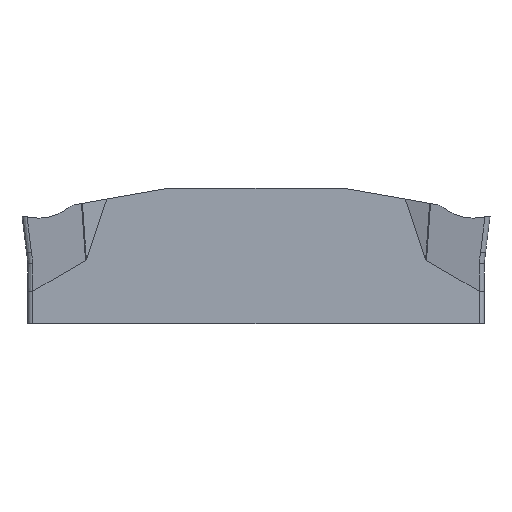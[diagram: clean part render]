
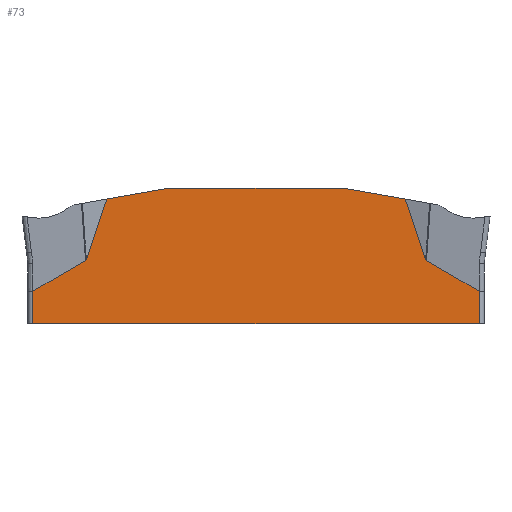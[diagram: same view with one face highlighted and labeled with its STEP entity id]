
A CAD part, left-side view. The second image highlights one B-rep face of the part: STEP entity #73.
In plain terms, the highlighted planar face has unit normal (-1, 0, 0).
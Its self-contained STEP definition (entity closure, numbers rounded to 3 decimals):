
#73=ADVANCED_FACE('SIDE_IB_1_SU5',(#139),#119,.F.);
#119=PLANE('',#878);
#139=FACE_OUTER_BOUND('',#185,.T.);
#185=EDGE_LOOP('',(#287,#288,#289,#290,#291,#292,#293,#294,#295,#296,#297,
#298,#299,#300));
#231=B_SPLINE_CURVE_WITH_KNOTS('',3,(#1127,#1128,#1129,#1130,#1131,#1132,
#1133,#1134,#1135,#1136,#1137,#1138,#1139),.UNSPECIFIED.,.F.,.F.,(4,3,3,
3,4),(0.,0.481,0.733,0.957,1.),
 .UNSPECIFIED.);
#232=B_SPLINE_CURVE_WITH_KNOTS('',3,(#1143,#1144,#1145,#1146,#1147,#1148,
#1149),.UNSPECIFIED.,.F.,.F.,(4,3,4),(0.,0.643,1.),
 .UNSPECIFIED.);
#233=B_SPLINE_CURVE_WITH_KNOTS('',3,(#1157,#1158,#1159,#1160,#1161,#1162,
#1163),.UNSPECIFIED.,.F.,.F.,(4,3,4),(0.,0.642,1.),
 .UNSPECIFIED.);
#234=B_SPLINE_CURVE_WITH_KNOTS('',3,(#1167,#1168,#1169,#1170,#1171,#1172,
#1173,#1174,#1175,#1176),.UNSPECIFIED.,.F.,.F.,(4,3,3,4),(0.,0.235,
0.519,1.),.UNSPECIFIED.);
#287=ORIENTED_EDGE('',*,*,#615,.F.);
#288=ORIENTED_EDGE('',*,*,#616,.T.);
#289=ORIENTED_EDGE('',*,*,#617,.T.);
#290=ORIENTED_EDGE('',*,*,#618,.T.);
#291=ORIENTED_EDGE('',*,*,#619,.T.);
#292=ORIENTED_EDGE('',*,*,#620,.T.);
#293=ORIENTED_EDGE('',*,*,#621,.T.);
#294=ORIENTED_EDGE('',*,*,#622,.F.);
#295=ORIENTED_EDGE('',*,*,#623,.T.);
#296=ORIENTED_EDGE('',*,*,#624,.T.);
#297=ORIENTED_EDGE('',*,*,#625,.T.);
#298=ORIENTED_EDGE('',*,*,#626,.T.);
#299=ORIENTED_EDGE('',*,*,#627,.T.);
#300=ORIENTED_EDGE('',*,*,#628,.T.);
#535=VERTEX_POINT('',#1121);
#536=VERTEX_POINT('',#1122);
#537=VERTEX_POINT('',#1124);
#538=VERTEX_POINT('',#1126);
#539=VERTEX_POINT('',#1140);
#540=VERTEX_POINT('',#1142);
#541=VERTEX_POINT('',#1150);
#542=VERTEX_POINT('',#1152);
#543=VERTEX_POINT('',#1154);
#544=VERTEX_POINT('',#1156);
#545=VERTEX_POINT('',#1164);
#546=VERTEX_POINT('',#1166);
#547=VERTEX_POINT('',#1177);
#548=VERTEX_POINT('',#1179);
#615=EDGE_CURVE('',#535,#536,#739,.T.);
#616=EDGE_CURVE('',#535,#537,#740,.T.);
#617=EDGE_CURVE('',#537,#538,#741,.T.);
#618=EDGE_CURVE('',#538,#539,#231,.T.);
#619=EDGE_CURVE('',#539,#540,#742,.T.);
#620=EDGE_CURVE('',#540,#541,#232,.T.);
#621=EDGE_CURVE('',#541,#542,#743,.T.);
#622=EDGE_CURVE('',#543,#542,#744,.T.);
#623=EDGE_CURVE('',#543,#544,#745,.T.);
#624=EDGE_CURVE('',#544,#545,#233,.T.);
#625=EDGE_CURVE('',#545,#546,#746,.T.);
#626=EDGE_CURVE('',#546,#547,#234,.T.);
#627=EDGE_CURVE('',#547,#548,#747,.T.);
#628=EDGE_CURVE('',#548,#536,#748,.T.);
#739=LINE('',#1120,#791);
#740=LINE('',#1123,#792);
#741=LINE('',#1125,#793);
#742=LINE('',#1141,#794);
#743=LINE('',#1151,#795);
#744=LINE('',#1153,#796);
#745=LINE('',#1155,#797);
#746=LINE('',#1165,#798);
#747=LINE('',#1178,#799);
#748=LINE('',#1180,#800);
#791=VECTOR('',#924,1.);
#792=VECTOR('',#925,1.);
#793=VECTOR('',#926,1.);
#794=VECTOR('',#927,1.);
#795=VECTOR('',#928,1.);
#796=VECTOR('',#929,1.);
#797=VECTOR('',#930,1.);
#798=VECTOR('',#931,1.);
#799=VECTOR('',#932,1.);
#800=VECTOR('',#933,1.);
#878=AXIS2_PLACEMENT_3D('',#1181,#934,#935);
#924=DIRECTION('',(0.,-1.,0.));
#925=DIRECTION('',(0.,0.985,-0.174));
#926=DIRECTION('',(0.,0.32,-0.947));
#927=DIRECTION('',(0.,0.865,-0.502));
#928=DIRECTION('',(0.,0.,-1.));
#929=DIRECTION('',(0.,1.,0.));
#930=DIRECTION('',(0.,0.,1.));
#931=DIRECTION('',(0.,0.865,0.502));
#932=DIRECTION('',(0.,0.32,0.947));
#933=DIRECTION('',(0.,0.985,0.174));
#934=DIRECTION('',(1.,0.,0.));
#935=DIRECTION('',(0.,0.,-1.));
#1120=CARTESIAN_POINT('',(-1.15,0.,1.192));
#1121=CARTESIAN_POINT('',(-1.15,3.772,1.192));
#1122=CARTESIAN_POINT('',(-1.15,-3.772,1.192));
#1123=CARTESIAN_POINT('',(-1.15,0.318,1.802));
#1124=CARTESIAN_POINT('',(-1.15,6.38,0.732));
#1125=CARTESIAN_POINT('',(-1.15,5.948,2.011));
#1126=CARTESIAN_POINT('',(-1.15,7.249,-1.838));
#1127=CARTESIAN_POINT('',(-1.15,7.249,-1.838));
#1128=CARTESIAN_POINT('',(-1.15,7.253,-1.849));
#1129=CARTESIAN_POINT('',(-1.15,7.257,-1.859));
#1130=CARTESIAN_POINT('',(-1.15,7.262,-1.869));
#1131=CARTESIAN_POINT('',(-1.15,7.265,-1.874));
#1132=CARTESIAN_POINT('',(-1.15,7.268,-1.88));
#1133=CARTESIAN_POINT('',(-1.15,7.271,-1.884));
#1134=CARTESIAN_POINT('',(-1.15,7.274,-1.888));
#1135=CARTESIAN_POINT('',(-1.15,7.278,-1.892));
#1136=CARTESIAN_POINT('',(-1.15,7.282,-1.895));
#1137=CARTESIAN_POINT('',(-1.15,7.283,-1.896));
#1138=CARTESIAN_POINT('',(-1.15,7.284,-1.896));
#1139=CARTESIAN_POINT('',(-1.15,7.285,-1.897));
#1140=CARTESIAN_POINT('',(-1.15,7.285,-1.897));
#1141=CARTESIAN_POINT('',(-1.15,1.014,1.745));
#1142=CARTESIAN_POINT('',(-1.15,9.538,-3.205));
#1143=CARTESIAN_POINT('',(-1.15,9.538,-3.205));
#1144=CARTESIAN_POINT('',(-1.15,9.54,-3.207));
#1145=CARTESIAN_POINT('',(-1.15,9.543,-3.208));
#1146=CARTESIAN_POINT('',(-1.15,9.545,-3.209));
#1147=CARTESIAN_POINT('',(-1.15,9.547,-3.209));
#1148=CARTESIAN_POINT('',(-1.15,9.548,-3.209));
#1149=CARTESIAN_POINT('',(-1.15,9.55,-3.209));
#1150=CARTESIAN_POINT('',(-1.15,9.55,-3.209));
#1151=CARTESIAN_POINT('',(-1.15,9.55,0.));
#1152=CARTESIAN_POINT('',(-1.15,9.55,-4.592));
#1153=CARTESIAN_POINT('',(-1.15,0.,-4.592));
#1154=CARTESIAN_POINT('',(-1.15,-9.55,-4.592));
#1155=CARTESIAN_POINT('',(-1.15,-9.55,0.));
#1156=CARTESIAN_POINT('',(-1.15,-9.55,-3.209));
#1157=CARTESIAN_POINT('',(-1.15,-9.55,-3.209));
#1158=CARTESIAN_POINT('',(-1.15,-9.547,-3.209));
#1159=CARTESIAN_POINT('',(-1.15,-9.544,-3.208));
#1160=CARTESIAN_POINT('',(-1.15,-9.542,-3.207));
#1161=CARTESIAN_POINT('',(-1.15,-9.54,-3.207));
#1162=CARTESIAN_POINT('',(-1.15,-9.539,-3.206));
#1163=CARTESIAN_POINT('',(-1.15,-9.538,-3.205));
#1164=CARTESIAN_POINT('',(-1.15,-9.538,-3.205));
#1165=CARTESIAN_POINT('',(-1.15,-1.014,1.745));
#1166=CARTESIAN_POINT('',(-1.15,-7.285,-1.897));
#1167=CARTESIAN_POINT('',(-1.15,-7.285,-1.897));
#1168=CARTESIAN_POINT('',(-1.15,-7.28,-1.894));
#1169=CARTESIAN_POINT('',(-1.15,-7.276,-1.89));
#1170=CARTESIAN_POINT('',(-1.15,-7.273,-1.886));
#1171=CARTESIAN_POINT('',(-1.15,-7.269,-1.881));
#1172=CARTESIAN_POINT('',(-1.15,-7.265,-1.875));
#1173=CARTESIAN_POINT('',(-1.15,-7.262,-1.869));
#1174=CARTESIAN_POINT('',(-1.15,-7.257,-1.859));
#1175=CARTESIAN_POINT('',(-1.15,-7.253,-1.849));
#1176=CARTESIAN_POINT('',(-1.15,-7.249,-1.838));
#1177=CARTESIAN_POINT('',(-1.15,-7.249,-1.838));
#1178=CARTESIAN_POINT('',(-1.15,-5.948,2.011));
#1179=CARTESIAN_POINT('',(-1.15,-6.38,0.732));
#1180=CARTESIAN_POINT('',(-1.15,-0.318,1.802));
#1181=CARTESIAN_POINT('',(-1.15,0.,0.));
